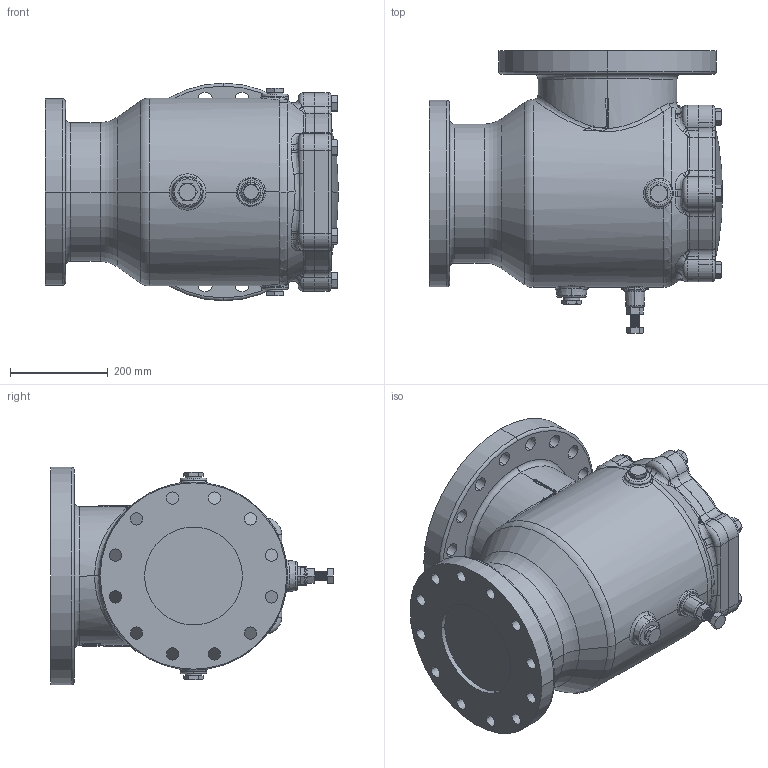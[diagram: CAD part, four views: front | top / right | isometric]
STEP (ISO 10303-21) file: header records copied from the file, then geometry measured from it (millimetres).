
FILE_DESCRIPTION (( 'STEP AP214' ), '1' );
FILE_NAME ('SD-10in_8in-250Lb.STEP', '2017-09-18T18:13:05', ( '' ), ( '' ), 'SwSTEP 2.0', 'SolidWorks 2013', '' );
FILE_SCHEMA (( 'AUTOMOTIVE_DESIGN' ));
Length unit declared in the file: inch
Products named in the file (3): X1SD-10in_8in-250Lb; SD-10in_8in-250Lb
Assembly tree (2 placements, depth 2):
  SD-10in_8in-250Lb
    SD-10in_8in-250Lb
    X1SD-10in_8in-250Lb
Bounding box: 599.11 x 578.01 x 445 mm (x, y, z)
Volume: 70695981.5 mm3; surface area: 1643462.4 mm2
Topology: 2 solids, 10 shells, 953 faces, 2436 edges, 1523 vertices
Faces by surface type: cylinder 450, plane 174, cone 127, bspline 108, torus 86, sphere 8
Entity records: 95472 total; most frequent: CARTESIAN_POINT 62275, ORIENTED_EDGE 4856, DIRECTION 3950, EDGE_CURVE 2428, AXIS2_PLACEMENT_3D 1619, VERTEX_POINT 1523, EDGE_LOOP 1049, FACE_OUTER_BOUND 953
